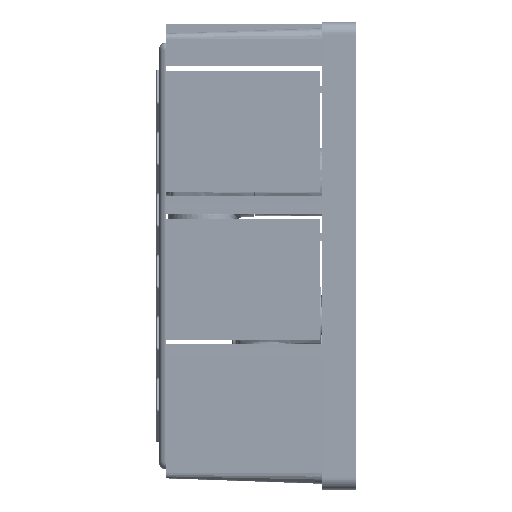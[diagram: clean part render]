
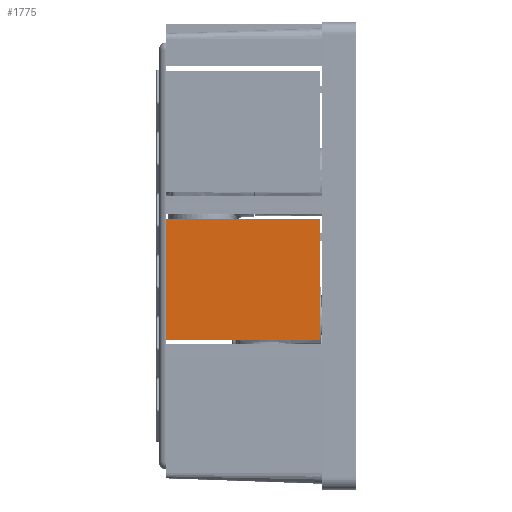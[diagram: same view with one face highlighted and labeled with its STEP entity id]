
A CAD part, front view. The second image highlights one B-rep face of the part: STEP entity #1775.
In plain terms, the highlighted planar face has unit normal (-0.035, -0.999, 0).
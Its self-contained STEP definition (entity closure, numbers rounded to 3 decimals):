
#1666=CARTESIAN_POINT('Vertex',(5.927,-127.855,15.2)) ;
#1669=CARTESIAN_POINT('Line Origine',(37.177,-128.946,15.2)) ;
#1673=CARTESIAN_POINT('Vertex',(68.427,-130.037,15.2)) ;
#1700=CARTESIAN_POINT('Vertex',(5.927,-127.855,-34.)) ;
#1703=CARTESIAN_POINT('Line Origine',(5.927,-127.855,-9.4)) ;
#1720=CARTESIAN_POINT('Axis2P3D Location',(2.927,-127.75,0.)) ;
#1725=CARTESIAN_POINT('Line Origine',(36.927,-128.937,-34.)) ;
#1729=CARTESIAN_POINT('Vertex',(68.427,-130.037,-34.)) ;
#1732=CARTESIAN_POINT('Line Origine',(68.427,-130.037,0.)) ;
#1736=CARTESIAN_POINT('Vertex',(68.427,-130.037,-28.)) ;
#1739=CARTESIAN_POINT('Line Origine',(68.427,-130.037,0.)) ;
#1743=CARTESIAN_POINT('Vertex',(68.427,-130.037,-25.)) ;
#1746=CARTESIAN_POINT('Line Origine',(68.427,-130.037,0.)) ;
#1750=CARTESIAN_POINT('Vertex',(68.427,-130.037,6.2)) ;
#1753=CARTESIAN_POINT('Line Origine',(68.427,-130.037,0.)) ;
#1757=CARTESIAN_POINT('Vertex',(68.427,-130.037,9.2)) ;
#1760=CARTESIAN_POINT('Line Origine',(68.427,-130.037,0.)) ;
#1670=DIRECTION('Vector Direction',(0.999,-0.035,0.)) ;
#1704=DIRECTION('Vector Direction',(0.,0.,1.)) ;
#1721=DIRECTION('Axis2P3D Direction',(0.035,0.999,-0.)) ;
#1722=DIRECTION('Axis2P3D XDirection',(0.,0.,1.)) ;
#1726=DIRECTION('Vector Direction',(0.999,-0.035,0.)) ;
#1733=DIRECTION('Vector Direction',(0.,0.,1.)) ;
#1740=DIRECTION('Vector Direction',(0.,0.,1.)) ;
#1747=DIRECTION('Vector Direction',(0.,0.,1.)) ;
#1754=DIRECTION('Vector Direction',(0.,0.,1.)) ;
#1761=DIRECTION('Vector Direction',(0.,0.,1.)) ;
#1723=AXIS2_PLACEMENT_3D('Plane Axis2P3D',#1720,#1721,#1722) ;
#1766=ORIENTED_EDGE('',*,*,#1731,.T.) ;
#1767=ORIENTED_EDGE('',*,*,#1738,.T.) ;
#1768=ORIENTED_EDGE('',*,*,#1745,.T.) ;
#1769=ORIENTED_EDGE('',*,*,#1752,.T.) ;
#1770=ORIENTED_EDGE('',*,*,#1759,.T.) ;
#1771=ORIENTED_EDGE('',*,*,#1764,.T.) ;
#1772=ORIENTED_EDGE('',*,*,#1675,.F.) ;
#1773=ORIENTED_EDGE('',*,*,#1707,.F.) ;
#1671=VECTOR('Line Direction',#1670,1.) ;
#1705=VECTOR('Line Direction',#1704,1.) ;
#1727=VECTOR('Line Direction',#1726,1.) ;
#1734=VECTOR('Line Direction',#1733,1.) ;
#1741=VECTOR('Line Direction',#1740,1.) ;
#1748=VECTOR('Line Direction',#1747,1.) ;
#1755=VECTOR('Line Direction',#1754,1.) ;
#1762=VECTOR('Line Direction',#1761,1.) ;
#1775=ADVANCED_FACE('PartBody',(#1774),#1724,.F.) ;
#1675=EDGE_CURVE('',#1667,#1674,#1672,.T.) ;
#1707=EDGE_CURVE('',#1701,#1667,#1706,.T.) ;
#1731=EDGE_CURVE('',#1701,#1730,#1728,.T.) ;
#1738=EDGE_CURVE('',#1730,#1737,#1735,.T.) ;
#1745=EDGE_CURVE('',#1737,#1744,#1742,.T.) ;
#1752=EDGE_CURVE('',#1744,#1751,#1749,.T.) ;
#1759=EDGE_CURVE('',#1751,#1758,#1756,.T.) ;
#1764=EDGE_CURVE('',#1758,#1674,#1763,.T.) ;
#1765=EDGE_LOOP('',(#1766,#1767,#1768,#1769,#1770,#1771,#1772,#1773)) ;
#1774=FACE_OUTER_BOUND('',#1765,.T.) ;
#1672=LINE('Line',#1669,#1671) ;
#1706=LINE('Line',#1703,#1705) ;
#1728=LINE('Line',#1725,#1727) ;
#1735=LINE('Line',#1732,#1734) ;
#1742=LINE('Line',#1739,#1741) ;
#1749=LINE('Line',#1746,#1748) ;
#1756=LINE('Line',#1753,#1755) ;
#1763=LINE('Line',#1760,#1762) ;
#1724=PLANE('',#1723) ;
#1667=VERTEX_POINT('',#1666) ;
#1674=VERTEX_POINT('',#1673) ;
#1701=VERTEX_POINT('',#1700) ;
#1730=VERTEX_POINT('',#1729) ;
#1737=VERTEX_POINT('',#1736) ;
#1744=VERTEX_POINT('',#1743) ;
#1751=VERTEX_POINT('',#1750) ;
#1758=VERTEX_POINT('',#1757) ;
